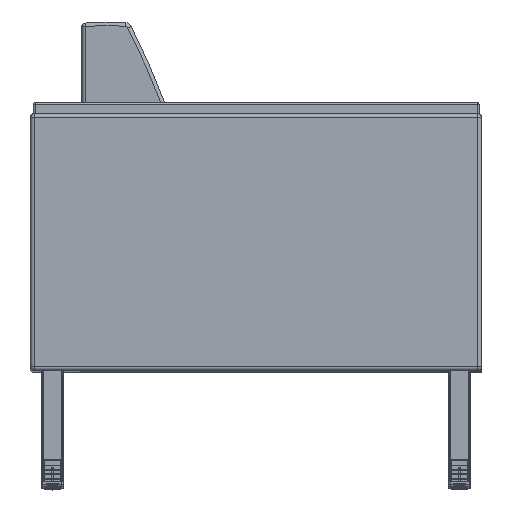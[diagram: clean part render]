
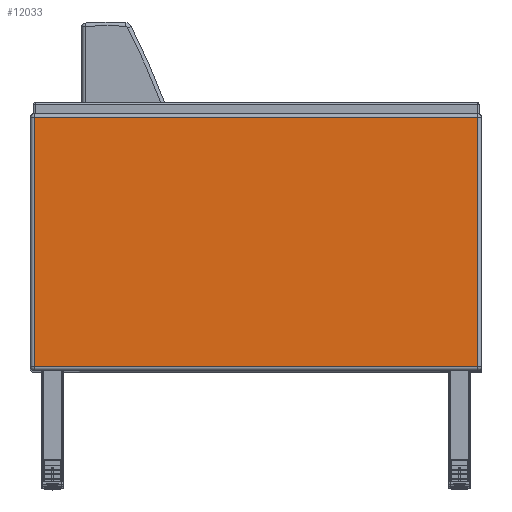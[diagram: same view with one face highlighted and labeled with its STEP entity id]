
A CAD part, top view. The second image highlights one B-rep face of the part: STEP entity #12033.
In plain terms, the highlighted planar face has unit normal (0, 0, 1).
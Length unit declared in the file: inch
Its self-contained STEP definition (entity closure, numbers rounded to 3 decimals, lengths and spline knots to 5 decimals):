
#1046=PLANE('',#12960);
#1297=LINE('',#18051,#2013);
#1299=LINE('',#18054,#2015);
#1309=LINE('',#18069,#2025);
#1311=LINE('',#18072,#2027);
#2013=VECTOR('',#14444,30.25);
#2015=VECTOR('',#14448,17.);
#2025=VECTOR('',#14468,17.);
#2027=VECTOR('',#14472,30.25);
#3017=FACE_OUTER_BOUND('',#3908,.T.);
#3908=EDGE_LOOP('',(#8416,#8417,#8418,#8419));
#5507=VERTEX_POINT('',#17987);
#5513=VERTEX_POINT('',#18001);
#5516=VERTEX_POINT('',#18008);
#5525=VERTEX_POINT('',#18029);
#6544=EDGE_CURVE('',#5516,#5525,#1297,.T.);
#6546=EDGE_CURVE('',#5525,#5513,#1299,.T.);
#6556=EDGE_CURVE('',#5507,#5516,#1309,.T.);
#6558=EDGE_CURVE('',#5513,#5507,#1311,.T.);
#8416=ORIENTED_EDGE('',*,*,#6544,.F.);
#8417=ORIENTED_EDGE('',*,*,#6556,.F.);
#8418=ORIENTED_EDGE('',*,*,#6558,.F.);
#8419=ORIENTED_EDGE('',*,*,#6546,.F.);
#12033=ADVANCED_FACE('',(#3017),#1046,.T.);
#12960=AXIS2_PLACEMENT_3D('',#18080,#14484,#14485);
#14444=DIRECTION('',(1.,0.,0.));
#14448=DIRECTION('',(0.,-1.,0.));
#14468=DIRECTION('',(0.,1.,0.));
#14472=DIRECTION('',(-1.,0.,0.));
#14484=DIRECTION('center_axis',(0.,0.,1.));
#14485=DIRECTION('ref_axis',(1.,0.,0.));
#17987=CARTESIAN_POINT('',(0.25,-17.25,8.5));
#18001=CARTESIAN_POINT('',(30.5,-17.25,8.5));
#18008=CARTESIAN_POINT('',(0.25,-0.25,8.5));
#18029=CARTESIAN_POINT('',(30.5,-0.25,8.5));
#18051=CARTESIAN_POINT('',(23.0625,-0.25,8.5));
#18054=CARTESIAN_POINT('',(30.5,-13.125,8.5));
#18069=CARTESIAN_POINT('',(0.25,-4.375,8.5));
#18072=CARTESIAN_POINT('',(7.6875,-17.25,8.5));
#18080=CARTESIAN_POINT('Origin',(15.375,-8.75,8.5));
